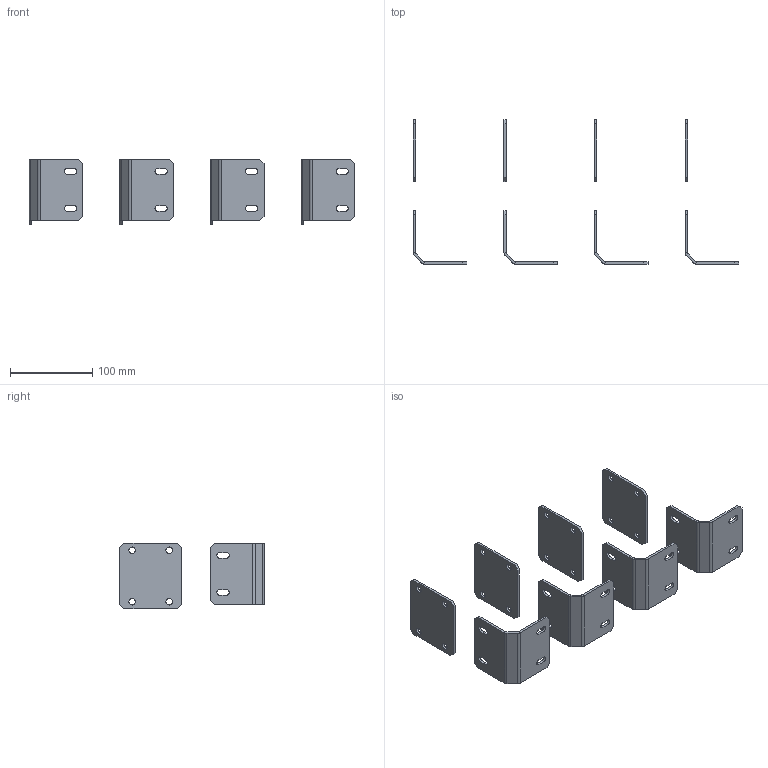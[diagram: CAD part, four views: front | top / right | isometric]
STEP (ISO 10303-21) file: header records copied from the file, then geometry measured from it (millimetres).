
FILE_DESCRIPTION (( 'STEP AP203' ), '1' );
FILE_NAME ('Êîìïëåêò äëÿ áîêîâîé ñòûêîâêè FORT IP31 EKF PRoxima.STEP', '2021-08-13T13:32:28', ( '' ), ( '' ), 'SwSTEP 2.0', 'SolidWorks 2021', '' );
FILE_SCHEMA (( 'CONFIG_CONTROL_DESIGN' ));
Length unit declared in the file: millimetre
Products named in the file (3): Êîìïëåêò äëÿ áîêîâîé ñòûêîâêè FORT IP31 EKF PRoxima; ÌÈ-983.10.00.001 Óãîëîê óñèëåííûé; 昈-983.10.00.002 砑僔蠂縺
Assembly tree (8 placements, depth 2):
  Êîìïëåêò äëÿ áîêîâîé ñòûêîâêè FORT IP31 EKF PRoxima
    ÌÈ-983.10.00.001 Óãîëîê óñèëåííûé  x4
    昈-983.10.00.002 砑僔蠂縺  x4
Bounding box: 395 x 175.45 x 80 mm (x, y, z)
Volume: 172145.6 mm3; surface area: 125920.3 mm2
Topology: 8 solids, 8 shells, 240 faces, 608 edges, 384 vertices
Faces by surface type: plane 160, cylinder 80
Entity records: 2317 total; most frequent: DIRECTION 334, CARTESIAN_POINT 319, ORIENTED_EDGE 304, EDGE_CURVE 152, VECTOR 112, LINE 112, AXIS2_PLACEMENT_3D 111, VERTEX_POINT 96
